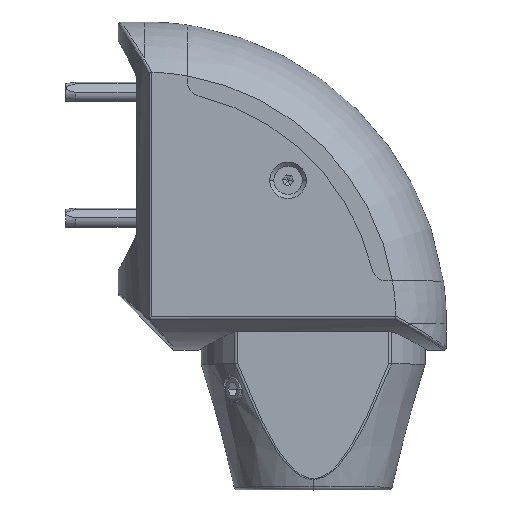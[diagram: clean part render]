
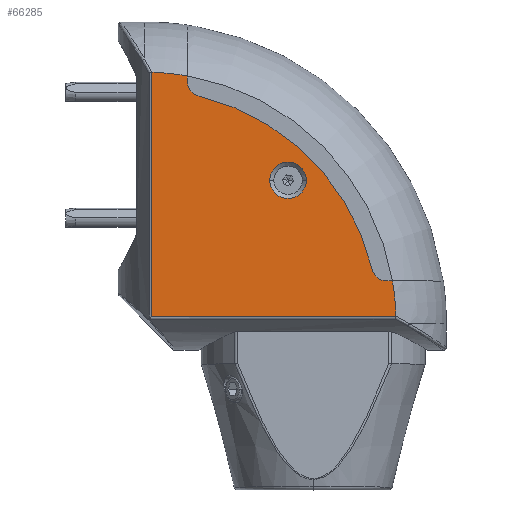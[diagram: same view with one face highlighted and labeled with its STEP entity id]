
A CAD part, top view. The second image highlights one B-rep face of the part: STEP entity #66285.
In plain terms, the highlighted planar face has unit normal (0, 0, 1).
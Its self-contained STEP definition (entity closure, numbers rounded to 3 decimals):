
#1242 = DIRECTION ( 'NONE',  ( 0., 0., 1. ) ) ;
#1262 = VERTEX_POINT ( 'NONE', #28463 ) ;
#3863 = DIRECTION ( 'NONE',  ( 0., 0., 1. ) ) ;
#5051 = CARTESIAN_POINT ( 'NONE',  ( 101.109, 0., 41.5 ) ) ;
#8291 = EDGE_CURVE ( 'NONE', #8942, #43445, #60469, .T. ) ;
#8495 = CARTESIAN_POINT ( 'NONE',  ( -14.123, 82.924, 41.5 ) ) ;
#8942 = VERTEX_POINT ( 'NONE', #41513 ) ;
#9148 = EDGE_CURVE ( 'NONE', #67265, #74209, #68152, .T. ) ;
#10651 = VERTEX_POINT ( 'NONE', #63006 ) ;
#10690 = EDGE_CURVE ( 'NONE', #10651, #128071, #103768, .T. ) ;
#10920 = CARTESIAN_POINT ( 'NONE',  ( -14.891, 101.109, 41.5 ) ) ;
#14128 = CIRCLE ( 'NONE', #108765, 93. ) ;
#17050 = ORIENTED_EDGE ( 'NONE', *, *, #81563, .T. ) ;
#19208 = CARTESIAN_POINT ( 'NONE',  ( 82.921, -14.243, 41.5 ) ) ;
#19494 = B_SPLINE_CURVE_WITH_KNOTS ( 'NONE', 3,
 ( #99302, #19208, #49468, #119343 ),
 .UNSPECIFIED., .F., .F.,
 ( 4, 4 ),
 ( 0., 0. ),
 .UNSPECIFIED. ) ;
#20711 = CARTESIAN_POINT ( 'NONE',  ( -14.123, 82.924, 41.5 ) ) ;
#22419 = VECTOR ( 'NONE', #78279, 1000. ) ;
#22453 = ORIENTED_EDGE ( 'NONE', *, *, #22645, .F. ) ;
#22645 = EDGE_CURVE ( 'NONE', #60041, #61664, #82288, .T. ) ;
#25906 = EDGE_CURVE ( 'NONE', #82149, #8942, #49093, .T. ) ;
#26687 = CARTESIAN_POINT ( 'NONE',  ( 82.909, -14.301, 41.5 ) ) ;
#28463 = CARTESIAN_POINT ( 'NONE',  ( 82.925, -14.124, 41.5 ) ) ;
#28856 = DIRECTION ( 'NONE',  ( 0., 0., -1. ) ) ;
#30922 = CARTESIAN_POINT ( 'NONE',  ( 40., 40., 41.5 ) ) ;
#32093 = AXIS2_PLACEMENT_3D ( 'NONE', #63884, #3863, #73900 ) ;
#32200 = CARTESIAN_POINT ( 'NONE',  ( 81.51, 0., 41.5 ) ) ;
#33951 = VECTOR ( 'NONE', #100833, 1000. ) ;
#33984 = AXIS2_PLACEMENT_3D ( 'NONE', #10920, #1242, #71312 ) ;
#35307 = AXIS2_PLACEMENT_3D ( 'NONE', #30922, #100832, #40942 ) ;
#36165 = ORIENTED_EDGE ( 'NONE', *, *, #59758, .T. ) ;
#37060 = CARTESIAN_POINT ( 'NONE',  ( 79.291, 6., 41.5 ) ) ;
#37196 = ORIENTED_EDGE ( 'NONE', *, *, #74012, .F. ) ;
#39045 = FACE_OUTER_BOUND ( 'NONE', #112252, .T. ) ;
#40942 = DIRECTION ( 'NONE',  ( 1., 0., 0. ) ) ;
#41513 = CARTESIAN_POINT ( 'NONE',  ( -14.301, -14.301, 41.5 ) ) ;
#43445 = VERTEX_POINT ( 'NONE', #26687 ) ;
#43741 = EDGE_CURVE ( 'NONE', #115216, #67265, #64849, .T. ) ;
#47082 = DIRECTION ( 'NONE',  ( 1., 0., 0. ) ) ;
#48749 = EDGE_LOOP ( 'NONE', ( #37196, #22453 ) ) ;
#49093 = LINE ( 'NONE', #128033, #22419 ) ;
#49468 = CARTESIAN_POINT ( 'NONE',  ( 82.926, -14.183, 41.5 ) ) ;
#50936 = CARTESIAN_POINT ( 'NONE',  ( -14.301, 82.909, 41.5 ) ) ;
#52111 = CARTESIAN_POINT ( 'NONE',  ( 40., 40., 41.5 ) ) ;
#55414 = ORIENTED_EDGE ( 'NONE', *, *, #8291, .T. ) ;
#56532 = CARTESIAN_POINT ( 'NONE',  ( 79.291, 0., 41.5 ) ) ;
#57362 = EDGE_CURVE ( 'NONE', #43445, #1262, #19494, .T. ) ;
#57413 = DIRECTION ( 'NONE',  ( 0., 0., 1. ) ) ;
#59132 = ORIENTED_EDGE ( 'NONE', *, *, #101005, .T. ) ;
#59758 = EDGE_CURVE ( 'NONE', #128071, #82149, #82048, .T. ) ;
#59952 = CARTESIAN_POINT ( 'NONE',  ( -17., -17., 41.5 ) ) ;
#60041 = VERTEX_POINT ( 'NONE', #89305 ) ;
#60469 = LINE ( 'NONE', #90774, #33951 ) ;
#61664 = VERTEX_POINT ( 'NONE', #91449 ) ;
#61969 = VECTOR ( 'NONE', #122458, 1000. ) ;
#62168 = DIRECTION ( 'NONE',  ( 1., 0., 0. ) ) ;
#63006 = CARTESIAN_POINT ( 'NONE',  ( 0., 81.51, 41.5 ) ) ;
#63884 = CARTESIAN_POINT ( 'NONE',  ( -17., -17., 41.5 ) ) ;
#64165 = AXIS2_PLACEMENT_3D ( 'NONE', #117293, #57413, #127311 ) ;
#64849 = LINE ( 'NONE', #5051, #67966 ) ;
#65119 = LINE ( 'NONE', #82319, #61969 ) ;
#65604 = CARTESIAN_POINT ( 'NONE',  ( 73.455, 4.606, 41.5 ) ) ;
#66285 = ADVANCED_FACE ( 'NONE', ( #115644, #39045 ), #90980, .T. ) ;
#67265 = VERTEX_POINT ( 'NONE', #56532 ) ;
#67966 = VECTOR ( 'NONE', #75095, 1000. ) ;
#68152 = CIRCLE ( 'NONE', #111483, 6. ) ;
#68747 = ORIENTED_EDGE ( 'NONE', *, *, #25906, .T. ) ;
#68987 = ORIENTED_EDGE ( 'NONE', *, *, #10690, .T. ) ;
#70028 = DIRECTION ( 'NONE',  ( -1., 0., 0. ) ) ;
#70294 = CIRCLE ( 'NONE', #87118, 7.25 ) ;
#70605 = CARTESIAN_POINT ( 'NONE',  ( -14.183, 82.926, 41.5 ) ) ;
#71312 = DIRECTION ( 'NONE',  ( 1., 0., 0. ) ) ;
#71590 = AXIS2_PLACEMENT_3D ( 'NONE', #88711, #28856, #98784 ) ;
#71624 = EDGE_CURVE ( 'NONE', #74209, #125398, #14128, .T. ) ;
#73900 = DIRECTION ( 'NONE',  ( 1., 0., 0. ) ) ;
#74012 = EDGE_CURVE ( 'NONE', #61664, #60041, #70294, .T. ) ;
#74209 = VERTEX_POINT ( 'NONE', #65604 ) ;
#75095 = DIRECTION ( 'NONE',  ( -1., 0., 0. ) ) ;
#78279 = DIRECTION ( 'NONE',  ( 0., -1., 0. ) ) ;
#81563 = EDGE_CURVE ( 'NONE', #1262, #115216, #121066, .T. ) ;
#82048 = B_SPLINE_CURVE_WITH_KNOTS ( 'NONE', 3,
 ( #20711, #70605, #110804, #50936 ),
 .UNSPECIFIED., .F., .F.,
 ( 4, 4 ),
 ( 0., 0. ),
 .UNSPECIFIED. ) ;
#82149 = VERTEX_POINT ( 'NONE', #89150 ) ;
#82288 = CIRCLE ( 'NONE', #35307, 7.25 ) ;
#82319 = CARTESIAN_POINT ( 'NONE',  ( 0., 0., 41.5 ) ) ;
#83886 = VERTEX_POINT ( 'NONE', #101837 ) ;
#84713 = ORIENTED_EDGE ( 'NONE', *, *, #84911, .T. ) ;
#84911 = EDGE_CURVE ( 'NONE', #125398, #83886, #120597, .T. ) ;
#85828 = CARTESIAN_POINT ( 'NONE',  ( 4.606, 73.455, 41.5 ) ) ;
#87118 = AXIS2_PLACEMENT_3D ( 'NONE', #52111, #121984, #62168 ) ;
#88711 = CARTESIAN_POINT ( 'NONE',  ( 6., 79.291, 41.5 ) ) ;
#89150 = CARTESIAN_POINT ( 'NONE',  ( -14.301, 82.909, 41.5 ) ) ;
#89305 = CARTESIAN_POINT ( 'NONE',  ( 32.75, 40., 41.5 ) ) ;
#90774 = CARTESIAN_POINT ( 'NONE',  ( -14.891, -14.301, 41.5 ) ) ;
#90980 = PLANE ( 'NONE',  #33984 ) ;
#91449 = CARTESIAN_POINT ( 'NONE',  ( 47.25, 40., 41.5 ) ) ;
#98784 = DIRECTION ( 'NONE',  ( 1., 0., 0. ) ) ;
#99302 = CARTESIAN_POINT ( 'NONE',  ( 82.909, -14.301, 41.5 ) ) ;
#100832 = DIRECTION ( 'NONE',  ( 0., 0., 1. ) ) ;
#100833 = DIRECTION ( 'NONE',  ( 1., 0., 0. ) ) ;
#101005 = EDGE_CURVE ( 'NONE', #83886, #10651, #65119, .T. ) ;
#101837 = CARTESIAN_POINT ( 'NONE',  ( 0., 79.291, 41.5 ) ) ;
#103768 = CIRCLE ( 'NONE', #32093, 99.966 ) ;
#105521 = ORIENTED_EDGE ( 'NONE', *, *, #57362, .T. ) ;
#106960 = DIRECTION ( 'NONE',  ( 0., 0., -1. ) ) ;
#108765 = AXIS2_PLACEMENT_3D ( 'NONE', #59952, #129846, #70028 ) ;
#110804 = CARTESIAN_POINT ( 'NONE',  ( -14.242, 82.921, 41.5 ) ) ;
#111483 = AXIS2_PLACEMENT_3D ( 'NONE', #37060, #106960, #47082 ) ;
#112252 = EDGE_LOOP ( 'NONE', ( #55414, #105521, #17050, #126946, #127958, #124205, #84713, #59132, #68987, #36165, #68747 ) ) ;
#115216 = VERTEX_POINT ( 'NONE', #32200 ) ;
#115644 = FACE_BOUND ( 'NONE', #48749, .T. ) ;
#117293 = CARTESIAN_POINT ( 'NONE',  ( -17., -17., 41.5 ) ) ;
#119343 = CARTESIAN_POINT ( 'NONE',  ( 82.925, -14.124, 41.5 ) ) ;
#120597 = CIRCLE ( 'NONE', #71590, 6. ) ;
#121066 = CIRCLE ( 'NONE', #64165, 99.966 ) ;
#121984 = DIRECTION ( 'NONE',  ( 0., 0., 1. ) ) ;
#122458 = DIRECTION ( 'NONE',  ( 0., 1., 0. ) ) ;
#124205 = ORIENTED_EDGE ( 'NONE', *, *, #71624, .T. ) ;
#125398 = VERTEX_POINT ( 'NONE', #85828 ) ;
#126946 = ORIENTED_EDGE ( 'NONE', *, *, #43741, .T. ) ;
#127311 = DIRECTION ( 'NONE',  ( 1., 0., 0. ) ) ;
#127958 = ORIENTED_EDGE ( 'NONE', *, *, #9148, .T. ) ;
#128033 = CARTESIAN_POINT ( 'NONE',  ( -14.301, 101.109, 41.5 ) ) ;
#128071 = VERTEX_POINT ( 'NONE', #8495 ) ;
#129846 = DIRECTION ( 'NONE',  ( 0., 0., 1. ) ) ;
